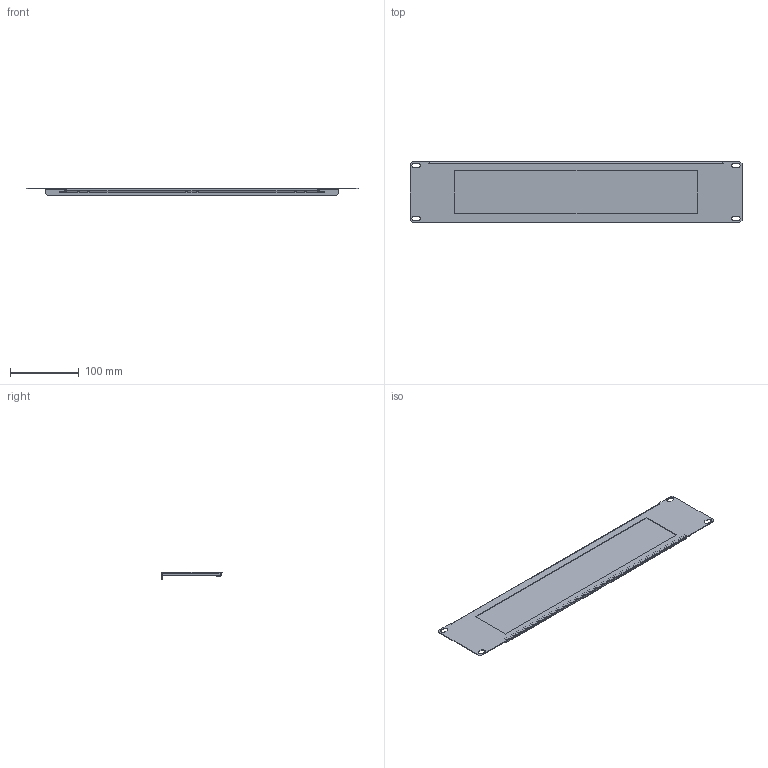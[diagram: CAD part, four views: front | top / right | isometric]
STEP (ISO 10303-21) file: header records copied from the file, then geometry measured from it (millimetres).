
FILE_DESCRIPTION (( 'STEP AP214' ), '1' );
FILE_NAME ('BE05-02UM_ITK 骡钿 蝾黜 2U 麇痦.STEP', '2022-10-13T18:03:47', ( '' ), ( '' ), 'SwSTEP 2.0', 'SolidWorks 2022', '' );
FILE_SCHEMA (( 'AUTOMOTIVE_DESIGN' ));
Length unit declared in the file: millimetre
Products named in the file (4): BE05-02UM_ITK Ввод щеточный 2U черный; Щетка ввода; АГИЕ 278.10.102 Планка прижимная_-00; АГИЕ 278.10.101 Щеточный ввод_-01 2U черный
Assembly tree (3 placements, depth 2):
  BE05-02UM_ITK Ввод щеточный 2U черный
    АГИЕ 278.10.101 Щеточный ввод_-01 2U черный
    Щетка ввода
    АГИЕ 278.10.102 Планка прижимная_-00
Bounding box: 482.5 x 88 x 11 mm (x, y, z)
Volume: 106991.8 mm3; surface area: 124011 mm2
Topology: 3 solids, 3 shells, 152 faces, 374 edges, 228 vertices
Faces by surface type: plane 122, cylinder 30
Entity records: 4540 total; most frequent: CARTESIAN_POINT 760, DIRECTION 750, ORIENTED_EDGE 748, EDGE_CURVE 374, LINE 314, VECTOR 314, VERTEX_POINT 228, AXIS2_PLACEMENT_3D 218
